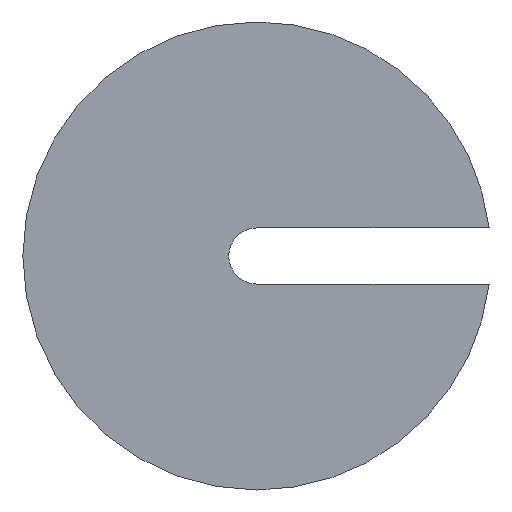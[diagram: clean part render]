
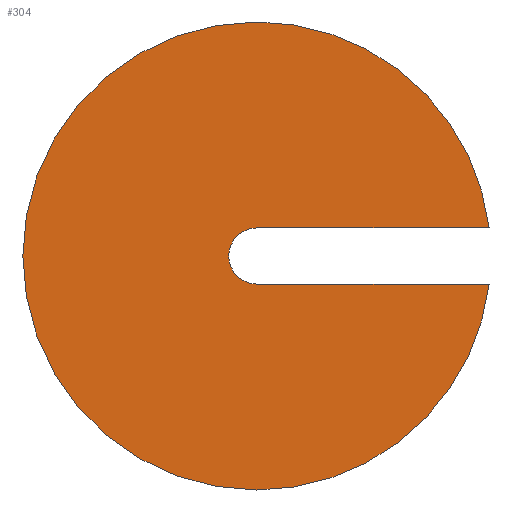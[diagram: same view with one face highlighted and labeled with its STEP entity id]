
A CAD part, front view. The second image highlights one B-rep face of the part: STEP entity #304.
In plain terms, the highlighted planar face has unit normal (0, -1, 0).
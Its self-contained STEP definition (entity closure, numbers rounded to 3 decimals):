
#11 = DIRECTION ( 'NONE',  ( 0., 0., -1. ) ) ;
#12 = CARTESIAN_POINT ( 'NONE',  ( 0., -12., -6. ) ) ;
#30 = ORIENTED_EDGE ( 'NONE', *, *, #41, .T. ) ;
#32 = VERTEX_POINT ( 'NONE', #80 ) ;
#35 = EDGE_CURVE ( 'NONE', #69, #95, #198, .T. ) ;
#41 = EDGE_CURVE ( 'NONE', #269, #240, #205, .T. ) ;
#53 = AXIS2_PLACEMENT_3D ( 'NONE', #127, #272, #11 ) ;
#69 = VERTEX_POINT ( 'NONE', #147 ) ;
#71 = DIRECTION ( 'NONE',  ( 0., 0., 1. ) ) ;
#73 = EDGE_CURVE ( 'NONE', #95, #32, #178, .T. ) ;
#80 = CARTESIAN_POINT ( 'NONE',  ( 49.639, -12., -6. ) ) ;
#81 = AXIS2_PLACEMENT_3D ( 'NONE', #214, #215, #94 ) ;
#82 = CIRCLE ( 'NONE', #134, 50. ) ;
#85 = CARTESIAN_POINT ( 'NONE',  ( 0., -12., -50. ) ) ;
#88 = CARTESIAN_POINT ( 'NONE',  ( 49.639, -12., 6. ) ) ;
#94 = DIRECTION ( 'NONE',  ( 0., 0., -1. ) ) ;
#95 = VERTEX_POINT ( 'NONE', #12 ) ;
#104 = VERTEX_POINT ( 'NONE', #85 ) ;
#108 = ORIENTED_EDGE ( 'NONE', *, *, #35, .F. ) ;
#110 = CARTESIAN_POINT ( 'NONE',  ( 0., -12., 50. ) ) ;
#111 = DIRECTION ( 'NONE',  ( -1., 0., 0. ) ) ;
#116 = VECTOR ( 'NONE', #199, 1000. ) ;
#123 = AXIS2_PLACEMENT_3D ( 'NONE', #150, #293, #201 ) ;
#127 = CARTESIAN_POINT ( 'NONE',  ( 0., -12., 0. ) ) ;
#134 = AXIS2_PLACEMENT_3D ( 'NONE', #161, #308, #166 ) ;
#137 = CARTESIAN_POINT ( 'NONE',  ( 0., -12., 0. ) ) ;
#143 = FACE_OUTER_BOUND ( 'NONE', #291, .T. ) ;
#147 = CARTESIAN_POINT ( 'NONE',  ( 0., -12., 6. ) ) ;
#150 = CARTESIAN_POINT ( 'NONE',  ( 0., -12., 0. ) ) ;
#151 = LINE ( 'NONE', #305, #197 ) ;
#161 = CARTESIAN_POINT ( 'NONE',  ( 0., -12., 0. ) ) ;
#163 = ORIENTED_EDGE ( 'NONE', *, *, #179, .F. ) ;
#166 = DIRECTION ( 'NONE',  ( 0., 0., 1. ) ) ;
#178 = LINE ( 'NONE', #250, #116 ) ;
#179 = EDGE_CURVE ( 'NONE', #269, #69, #151, .T. ) ;
#191 = DIRECTION ( 'NONE',  ( 0., -1., 0. ) ) ;
#192 = PLANE ( 'NONE',  #81 ) ;
#197 = VECTOR ( 'NONE', #111, 1000. ) ;
#198 = CIRCLE ( 'NONE', #53, 6. ) ;
#199 = DIRECTION ( 'NONE',  ( 1., 0., 0. ) ) ;
#201 = DIRECTION ( 'NONE',  ( 0., 0., 1. ) ) ;
#205 = CIRCLE ( 'NONE', #123, 50. ) ;
#214 = CARTESIAN_POINT ( 'NONE',  ( -93.578, -12., 84.529 ) ) ;
#215 = DIRECTION ( 'NONE',  ( 0., -1., 0. ) ) ;
#219 = CIRCLE ( 'NONE', #257, 50. ) ;
#224 = ORIENTED_EDGE ( 'NONE', *, *, #73, .F. ) ;
#226 = ORIENTED_EDGE ( 'NONE', *, *, #288, .T. ) ;
#233 = ORIENTED_EDGE ( 'NONE', *, *, #245, .T. ) ;
#240 = VERTEX_POINT ( 'NONE', #110 ) ;
#245 = EDGE_CURVE ( 'NONE', #240, #104, #219, .T. ) ;
#250 = CARTESIAN_POINT ( 'NONE',  ( 24.819, -12., -6. ) ) ;
#257 = AXIS2_PLACEMENT_3D ( 'NONE', #137, #191, #71 ) ;
#269 = VERTEX_POINT ( 'NONE', #88 ) ;
#272 = DIRECTION ( 'NONE',  ( 0., -1., 0. ) ) ;
#288 = EDGE_CURVE ( 'NONE', #104, #32, #82, .T. ) ;
#291 = EDGE_LOOP ( 'NONE', ( #163, #30, #233, #226, #224, #108 ) ) ;
#293 = DIRECTION ( 'NONE',  ( 0., -1., 0. ) ) ;
#304 = ADVANCED_FACE ( 'NONE', ( #143 ), #192, .T. ) ;
#305 = CARTESIAN_POINT ( 'NONE',  ( 24.819, -12., 6. ) ) ;
#308 = DIRECTION ( 'NONE',  ( 0., -1., 0. ) ) ;
